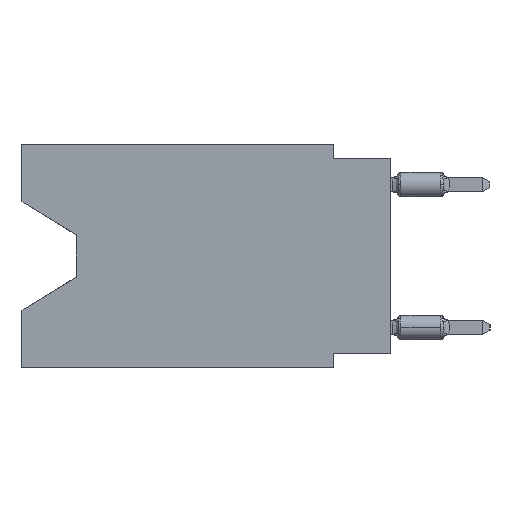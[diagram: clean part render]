
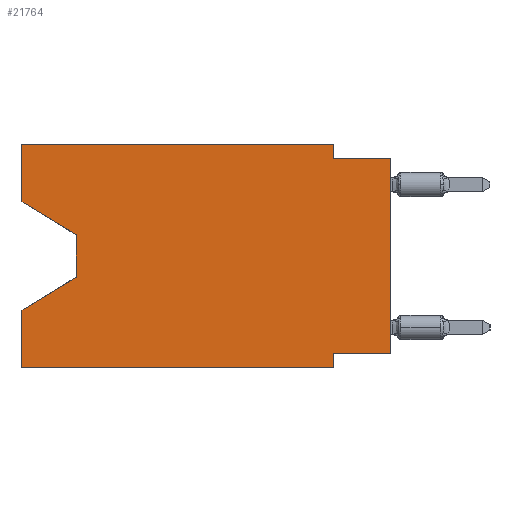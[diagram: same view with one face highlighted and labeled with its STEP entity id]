
A CAD part, left-side view. The second image highlights one B-rep face of the part: STEP entity #21764.
In plain terms, the highlighted planar face has unit normal (-1, 0, 0).
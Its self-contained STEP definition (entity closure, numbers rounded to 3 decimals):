
#998 = CARTESIAN_POINT ( 'NONE',  ( 0., 16.383, 0. ) ) ;
#1205 = CARTESIAN_POINT ( 'NONE',  ( 0., 16.383, -2.546 ) ) ;
#2142 = ORIENTED_EDGE ( 'NONE', *, *, #22526, .F. ) ;
#2169 = ORIENTED_EDGE ( 'NONE', *, *, #25561, .T. ) ;
#2663 = VERTEX_POINT ( 'NONE', #17571 ) ;
#2759 = CARTESIAN_POINT ( 'NONE',  ( 0., 0., -0.635 ) ) ;
#2939 = VERTEX_POINT ( 'NONE', #32376 ) ;
#3718 = DIRECTION ( 'NONE',  ( 0., 0., 1. ) ) ;
#4170 = VECTOR ( 'NONE', #33795, 1000. ) ;
#7190 = VECTOR ( 'NONE', #21965, 1000. ) ;
#7804 = DIRECTION ( 'NONE',  ( 0., -1., 0. ) ) ;
#8092 = DIRECTION ( 'NONE',  ( 0., 0., -1. ) ) ;
#8102 = ORIENTED_EDGE ( 'NONE', *, *, #9890, .T. ) ;
#9148 = VERTEX_POINT ( 'NONE', #47769 ) ;
#9890 = EDGE_CURVE ( 'NONE', #28114, #30583, #45308, .T. ) ;
#10312 = ORIENTED_EDGE ( 'NONE', *, *, #35819, .F. ) ;
#11243 = DIRECTION ( 'NONE',  ( 0., -1., 0. ) ) ;
#11602 = CARTESIAN_POINT ( 'NONE',  ( 0., 0., -9.271 ) ) ;
#11647 = LINE ( 'NONE', #27830, #27494 ) ;
#11876 = VECTOR ( 'NONE', #11243, 1000. ) ;
#12155 = CARTESIAN_POINT ( 'NONE',  ( 0., 16.383, -7.36 ) ) ;
#12592 = ORIENTED_EDGE ( 'NONE', *, *, #16774, .F. ) ;
#13187 = ORIENTED_EDGE ( 'NONE', *, *, #25807, .F. ) ;
#13205 = VERTEX_POINT ( 'NONE', #29195 ) ;
#13436 = PLANE ( 'NONE',  #45406 ) ;
#13532 = EDGE_CURVE ( 'NONE', #9148, #20930, #49188, .T. ) ;
#16001 = LINE ( 'NONE', #32187, #47500 ) ;
#16403 = LINE ( 'NONE', #998, #31641 ) ;
#16774 = EDGE_CURVE ( 'NONE', #42398, #19112, #31931, .T. ) ;
#17571 = CARTESIAN_POINT ( 'NONE',  ( 0., 16.383, -9.906 ) ) ;
#17605 = CARTESIAN_POINT ( 'NONE',  ( 0., 13.97, -4.013 ) ) ;
#19112 = VERTEX_POINT ( 'NONE', #2759 ) ;
#20070 = EDGE_CURVE ( 'NONE', #43932, #2939, #11647, .T. ) ;
#20386 = VECTOR ( 'NONE', #8092, 1000. ) ;
#20833 = CARTESIAN_POINT ( 'NONE',  ( 0., 2.54, -9.906 ) ) ;
#20930 = VERTEX_POINT ( 'NONE', #34265 ) ;
#21764 = ADVANCED_FACE ( 'NONE', ( #28840 ), #13436, .F. ) ;
#21965 = DIRECTION ( 'NONE',  ( 0., 0.855, -0.519 ) ) ;
#22526 = EDGE_CURVE ( 'NONE', #2939, #45260, #28333, .T. ) ;
#22530 = CARTESIAN_POINT ( 'NONE',  ( 0., 13.97, -5.893 ) ) ;
#22734 = DIRECTION ( 'NONE',  ( 0., 1., 0. ) ) ;
#23509 = CARTESIAN_POINT ( 'NONE',  ( 0., 2.54, -0.635 ) ) ;
#23627 = LINE ( 'NONE', #47484, #27340 ) ;
#24363 = DIRECTION ( 'NONE',  ( 0., -1., 0. ) ) ;
#25561 = EDGE_CURVE ( 'NONE', #2663, #20930, #51533, .T. ) ;
#25807 = EDGE_CURVE ( 'NONE', #45260, #42398, #16001, .T. ) ;
#27340 = VECTOR ( 'NONE', #3718, 1000. ) ;
#27494 = VECTOR ( 'NONE', #43997, 1000. ) ;
#27739 = EDGE_CURVE ( 'NONE', #48785, #19112, #23627, .T. ) ;
#27830 = CARTESIAN_POINT ( 'NONE',  ( 0., 16.383, 0. ) ) ;
#28114 = VERTEX_POINT ( 'NONE', #22530 ) ;
#28333 = LINE ( 'NONE', #32577, #35374 ) ;
#28840 = FACE_OUTER_BOUND ( 'NONE', #31764, .T. ) ;
#29195 = CARTESIAN_POINT ( 'NONE',  ( 0., 13.97, -4.013 ) ) ;
#30095 = LINE ( 'NONE', #17605, #4170 ) ;
#30335 = CARTESIAN_POINT ( 'NONE',  ( 0., 16.383, -2.546 ) ) ;
#30526 = EDGE_CURVE ( 'NONE', #2663, #30583, #16403, .T. ) ;
#30583 = VERTEX_POINT ( 'NONE', #12155 ) ;
#31400 = CARTESIAN_POINT ( 'NONE',  ( 0., 16.383, -9.906 ) ) ;
#31641 = VECTOR ( 'NONE', #45546, 1000. ) ;
#31764 = EDGE_LOOP ( 'NONE', ( #44125, #42595, #8102, #35442, #2169, #36135, #10312, #40373, #12592, #13187, #2142, #37418 ) ) ;
#31931 = LINE ( 'NONE', #44129, #45173 ) ;
#32187 = CARTESIAN_POINT ( 'NONE',  ( 0., 2.54, 0. ) ) ;
#32376 = CARTESIAN_POINT ( 'NONE',  ( 0., 16.383, 0. ) ) ;
#32577 = CARTESIAN_POINT ( 'NONE',  ( 0., 16.383, 0. ) ) ;
#33795 = DIRECTION ( 'NONE',  ( 0., 0., -1. ) ) ;
#34265 = CARTESIAN_POINT ( 'NONE',  ( 0., 2.54, -9.906 ) ) ;
#35374 = VECTOR ( 'NONE', #24363, 1000. ) ;
#35442 = ORIENTED_EDGE ( 'NONE', *, *, #30526, .F. ) ;
#35819 = EDGE_CURVE ( 'NONE', #48785, #9148, #50827, .T. ) ;
#36135 = ORIENTED_EDGE ( 'NONE', *, *, #13532, .F. ) ;
#37418 = ORIENTED_EDGE ( 'NONE', *, *, #20070, .F. ) ;
#37599 = CARTESIAN_POINT ( 'NONE',  ( 0., 16.383, 0. ) ) ;
#38139 = CARTESIAN_POINT ( 'NONE',  ( 0., 0., -9.271 ) ) ;
#38158 = CARTESIAN_POINT ( 'NONE',  ( 0., 2.54, 0. ) ) ;
#38865 = VECTOR ( 'NONE', #22734, 1000. ) ;
#40373 = ORIENTED_EDGE ( 'NONE', *, *, #27739, .T. ) ;
#42398 = VERTEX_POINT ( 'NONE', #23509 ) ;
#42400 = VECTOR ( 'NONE', #45275, 1000. ) ;
#42595 = ORIENTED_EDGE ( 'NONE', *, *, #46681, .T. ) ;
#43932 = VERTEX_POINT ( 'NONE', #1205 ) ;
#43997 = DIRECTION ( 'NONE',  ( 0., 0., 1. ) ) ;
#44125 = ORIENTED_EDGE ( 'NONE', *, *, #47874, .T. ) ;
#44129 = CARTESIAN_POINT ( 'NONE',  ( 0., 0., -0.635 ) ) ;
#45173 = VECTOR ( 'NONE', #7804, 1000. ) ;
#45260 = VERTEX_POINT ( 'NONE', #38158 ) ;
#45275 = DIRECTION ( 'NONE',  ( 0., -0.855, -0.519 ) ) ;
#45308 = LINE ( 'NONE', #46346, #7190 ) ;
#45406 = AXIS2_PLACEMENT_3D ( 'NONE', #37599, #49512, #46060 ) ;
#45546 = DIRECTION ( 'NONE',  ( 0., 0., 1. ) ) ;
#46060 = DIRECTION ( 'NONE',  ( 0., 0., -1. ) ) ;
#46346 = CARTESIAN_POINT ( 'NONE',  ( 0., 13.97, -5.893 ) ) ;
#46500 = LINE ( 'NONE', #30335, #42400 ) ;
#46681 = EDGE_CURVE ( 'NONE', #13205, #28114, #30095, .T. ) ;
#47484 = CARTESIAN_POINT ( 'NONE',  ( 0., 0., 0. ) ) ;
#47500 = VECTOR ( 'NONE', #48364, 1000. ) ;
#47769 = CARTESIAN_POINT ( 'NONE',  ( 0., 2.54, -9.271 ) ) ;
#47874 = EDGE_CURVE ( 'NONE', #43932, #13205, #46500, .T. ) ;
#48364 = DIRECTION ( 'NONE',  ( 0., 0., -1. ) ) ;
#48785 = VERTEX_POINT ( 'NONE', #11602 ) ;
#49188 = LINE ( 'NONE', #20833, #20386 ) ;
#49512 = DIRECTION ( 'NONE',  ( 1., 0., 0. ) ) ;
#50827 = LINE ( 'NONE', #38139, #38865 ) ;
#51533 = LINE ( 'NONE', #31400, #11876 ) ;
